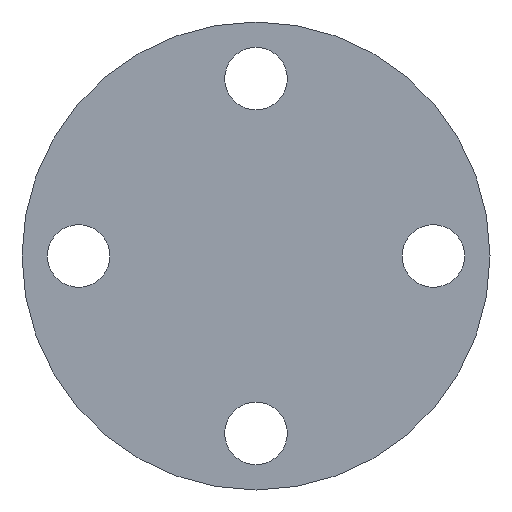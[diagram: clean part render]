
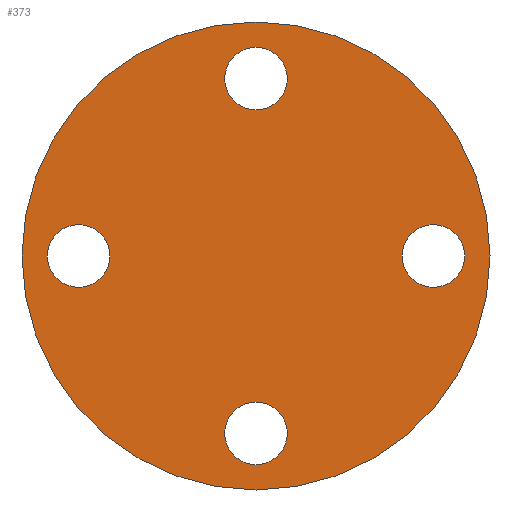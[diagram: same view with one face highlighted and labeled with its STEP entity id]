
A CAD part, front view. The second image highlights one B-rep face of the part: STEP entity #373.
In plain terms, the highlighted planar face has unit normal (0, -1, 0).
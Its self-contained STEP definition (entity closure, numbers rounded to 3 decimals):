
#7 = CIRCLE ( 'NONE', #292, 7.85 ) ;
#14 = VERTEX_POINT ( 'NONE', #88 ) ;
#16 = CARTESIAN_POINT ( 'NONE',  ( 0., 0., 58.65 ) ) ;
#26 = FACE_OUTER_BOUND ( 'NONE', #175, .T. ) ;
#32 = FACE_BOUND ( 'NONE', #484, .T. ) ;
#33 = ORIENTED_EDGE ( 'NONE', *, *, #538, .F. ) ;
#34 = CARTESIAN_POINT ( 'NONE',  ( 44.45, 0., 0. ) ) ;
#43 = DIRECTION ( 'NONE',  ( 0., 0., 1. ) ) ;
#51 = EDGE_CURVE ( 'NONE', #211, #112, #350, .T. ) ;
#59 = EDGE_CURVE ( 'NONE', #99, #490, #466, .T. ) ;
#62 = CARTESIAN_POINT ( 'NONE',  ( 0., 0., -52.3 ) ) ;
#65 = EDGE_CURVE ( 'NONE', #535, #192, #496, .T. ) ;
#67 = DIRECTION ( 'NONE',  ( 0., 1., 0. ) ) ;
#72 = DIRECTION ( 'NONE',  ( -1., 0., 0. ) ) ;
#81 = EDGE_CURVE ( 'NONE', #14, #475, #318, .T. ) ;
#82 = EDGE_CURVE ( 'NONE', #112, #211, #432, .T. ) ;
#85 = DIRECTION ( 'NONE',  ( 0., 1., 0. ) ) ;
#88 = CARTESIAN_POINT ( 'NONE',  ( 52.3, 0., 0. ) ) ;
#93 = DIRECTION ( 'NONE',  ( 0., 1., 0. ) ) ;
#99 = VERTEX_POINT ( 'NONE', #519 ) ;
#102 = DIRECTION ( 'NONE',  ( 1., 0., 0. ) ) ;
#107 = AXIS2_PLACEMENT_3D ( 'NONE', #468, #93, #258 ) ;
#112 = VERTEX_POINT ( 'NONE', #62 ) ;
#116 = AXIS2_PLACEMENT_3D ( 'NONE', #301, #336, #510 ) ;
#119 = FACE_BOUND ( 'NONE', #162, .T. ) ;
#121 = EDGE_CURVE ( 'NONE', #493, #495, #7, .T. ) ;
#122 = ORIENTED_EDGE ( 'NONE', *, *, #500, .T. ) ;
#125 = ORIENTED_EDGE ( 'NONE', *, *, #380, .T. ) ;
#128 = CARTESIAN_POINT ( 'NONE',  ( 0., 0., 52.3 ) ) ;
#129 = DIRECTION ( 'NONE',  ( 0., 0., 1. ) ) ;
#131 = DIRECTION ( 'NONE',  ( 1., 0., 0. ) ) ;
#136 = AXIS2_PLACEMENT_3D ( 'NONE', #546, #257, #43 ) ;
#145 = CARTESIAN_POINT ( 'NONE',  ( 0., 0., 44.45 ) ) ;
#155 = ORIENTED_EDGE ( 'NONE', *, *, #51, .T. ) ;
#158 = FACE_BOUND ( 'NONE', #197, .T. ) ;
#162 = EDGE_LOOP ( 'NONE', ( #155, #320 ) ) ;
#163 = EDGE_CURVE ( 'NONE', #490, #99, #168, .T. ) ;
#164 = FACE_BOUND ( 'NONE', #328, .T. ) ;
#168 = CIRCLE ( 'NONE', #474, 7.85 ) ;
#175 = EDGE_LOOP ( 'NONE', ( #215, #33 ) ) ;
#179 = DIRECTION ( 'NONE',  ( 0., 1., 0. ) ) ;
#180 = AXIS2_PLACEMENT_3D ( 'NONE', #213, #218, #129 ) ;
#192 = VERTEX_POINT ( 'NONE', #16 ) ;
#197 = EDGE_LOOP ( 'NONE', ( #125, #206 ) ) ;
#206 = ORIENTED_EDGE ( 'NONE', *, *, #81, .T. ) ;
#211 = VERTEX_POINT ( 'NONE', #527 ) ;
#213 = CARTESIAN_POINT ( 'NONE',  ( 0., 0., -44.45 ) ) ;
#215 = ORIENTED_EDGE ( 'NONE', *, *, #65, .F. ) ;
#218 = DIRECTION ( 'NONE',  ( 0., 1., 0. ) ) ;
#245 = DIRECTION ( 'NONE',  ( 0., 1., 0. ) ) ;
#246 = AXIS2_PLACEMENT_3D ( 'NONE', #297, #85, #254 ) ;
#254 = DIRECTION ( 'NONE',  ( 0., 0., -1. ) ) ;
#257 = DIRECTION ( 'NONE',  ( 0., 1., 0. ) ) ;
#258 = DIRECTION ( 'NONE',  ( 0., 0., 1. ) ) ;
#270 = CIRCLE ( 'NONE', #375, 7.85 ) ;
#279 = PLANE ( 'NONE',  #503 ) ;
#292 = AXIS2_PLACEMENT_3D ( 'NONE', #145, #304, #310 ) ;
#296 = CARTESIAN_POINT ( 'NONE',  ( -44.45, 0., 0. ) ) ;
#297 = CARTESIAN_POINT ( 'NONE',  ( 0., 0., 44.45 ) ) ;
#300 = CARTESIAN_POINT ( 'NONE',  ( 36.6, 0., 0. ) ) ;
#301 = CARTESIAN_POINT ( 'NONE',  ( 44.45, 0., 0. ) ) ;
#303 = CARTESIAN_POINT ( 'NONE',  ( 0., 0., 0. ) ) ;
#304 = DIRECTION ( 'NONE',  ( 0., 1., 0. ) ) ;
#310 = DIRECTION ( 'NONE',  ( 0., 0., -1. ) ) ;
#318 = CIRCLE ( 'NONE', #116, 7.85 ) ;
#320 = ORIENTED_EDGE ( 'NONE', *, *, #82, .T. ) ;
#328 = EDGE_LOOP ( 'NONE', ( #122, #360 ) ) ;
#329 = CARTESIAN_POINT ( 'NONE',  ( 0., 0., -58.65 ) ) ;
#333 = CIRCLE ( 'NONE', #136, 58.65 ) ;
#336 = DIRECTION ( 'NONE',  ( 0., 1., 0. ) ) ;
#338 = DIRECTION ( 'NONE',  ( 0., 1., 0. ) ) ;
#341 = CARTESIAN_POINT ( 'NONE',  ( -44.45, 0., 0. ) ) ;
#350 = CIRCLE ( 'NONE', #180, 7.85 ) ;
#360 = ORIENTED_EDGE ( 'NONE', *, *, #121, .T. ) ;
#373 = ADVANCED_FACE ( 'NONE', ( #32, #164, #158, #119, #26 ), #279, .F. ) ;
#375 = AXIS2_PLACEMENT_3D ( 'NONE', #34, #67, #72 ) ;
#380 = EDGE_CURVE ( 'NONE', #475, #14, #270, .T. ) ;
#381 = CARTESIAN_POINT ( 'NONE',  ( 0., 0., 36.6 ) ) ;
#385 = AXIS2_PLACEMENT_3D ( 'NONE', #296, #338, #131 ) ;
#386 = DIRECTION ( 'NONE',  ( 0., 1., 0. ) ) ;
#409 = CARTESIAN_POINT ( 'NONE',  ( 0., 0., 0. ) ) ;
#432 = CIRCLE ( 'NONE', #107, 7.85 ) ;
#450 = ORIENTED_EDGE ( 'NONE', *, *, #59, .T. ) ;
#453 = ORIENTED_EDGE ( 'NONE', *, *, #163, .T. ) ;
#459 = AXIS2_PLACEMENT_3D ( 'NONE', #303, #179, #469 ) ;
#462 = CARTESIAN_POINT ( 'NONE',  ( -36.6, 0., 0. ) ) ;
#466 = CIRCLE ( 'NONE', #385, 7.85 ) ;
#468 = CARTESIAN_POINT ( 'NONE',  ( 0., 0., -44.45 ) ) ;
#469 = DIRECTION ( 'NONE',  ( 0., 0., 1. ) ) ;
#474 = AXIS2_PLACEMENT_3D ( 'NONE', #341, #386, #102 ) ;
#475 = VERTEX_POINT ( 'NONE', #300 ) ;
#484 = EDGE_LOOP ( 'NONE', ( #453, #450 ) ) ;
#485 = CIRCLE ( 'NONE', #246, 7.85 ) ;
#490 = VERTEX_POINT ( 'NONE', #462 ) ;
#493 = VERTEX_POINT ( 'NONE', #128 ) ;
#495 = VERTEX_POINT ( 'NONE', #381 ) ;
#496 = CIRCLE ( 'NONE', #459, 58.65 ) ;
#497 = DIRECTION ( 'NONE',  ( 0., 0., 1. ) ) ;
#500 = EDGE_CURVE ( 'NONE', #495, #493, #485, .T. ) ;
#503 = AXIS2_PLACEMENT_3D ( 'NONE', #409, #245, #497 ) ;
#510 = DIRECTION ( 'NONE',  ( -1., 0., 0. ) ) ;
#519 = CARTESIAN_POINT ( 'NONE',  ( -52.3, 0., 0. ) ) ;
#527 = CARTESIAN_POINT ( 'NONE',  ( 0., 0., -36.6 ) ) ;
#535 = VERTEX_POINT ( 'NONE', #329 ) ;
#538 = EDGE_CURVE ( 'NONE', #192, #535, #333, .T. ) ;
#546 = CARTESIAN_POINT ( 'NONE',  ( 0., 0., 0. ) ) ;
